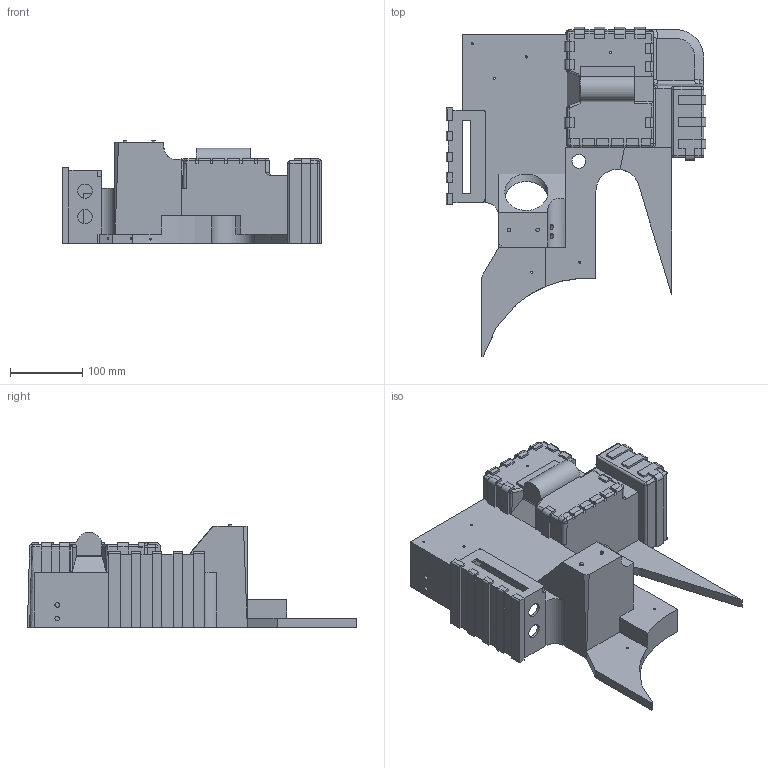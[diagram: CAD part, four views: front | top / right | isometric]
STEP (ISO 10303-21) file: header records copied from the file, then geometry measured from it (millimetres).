
FILE_DESCRIPTION(/* description */ (''),/* implementation_level */ '2;1');
FILE_NAME(/* name */ 'upper_half.step',/* time_stamp */ '2021-02-23T18:25:11+01:00',/* author */ (''),/* organization */ (''),/* preprocessor_version */ 'ST-DEVELOPER v18.1',/* originating_system */ 'Autodesk Translation Framework v9.7.1.1290',/* authorisation */ '');
FILE_SCHEMA (('AUTOMOTIVE_DESIGN { 1 0 10303 214 3 1 1 }'));
Length unit declared in the file: millimetre
Products named in the file (2): upper_half_test; Component2
Assembly tree (1 placements, depth 2):
  upper_half_test
    Component2
Bounding box: 360.3 x 456.6 x 142.2 mm (x, y, z)
Volume: 2165791.4 mm3; surface area: 510631.7 mm2
Topology: 1 solids, 1 shells, 405 faces, 1147 edges, 748 vertices
Faces by surface type: plane 265, cylinder 97, bspline 37, sphere 6
Full cylindrical faces by diameter (mm): 2.6 x6, 2.8 x4, 3 x9, 5 x2, 6.4 x2, 7.2 x2, 8 x1, 19 x1, 20 x2, 25 x1, 60.3 x1
Entity records: 18564 total; most frequent: CARTESIAN_POINT 8075, ORIENTED_EDGE 2282, DIRECTION 1995, EDGE_CURVE 1141, LINE 815, VECTOR 815, VERTEX_POINT 746, AXIS2_PLACEMENT_3D 590
